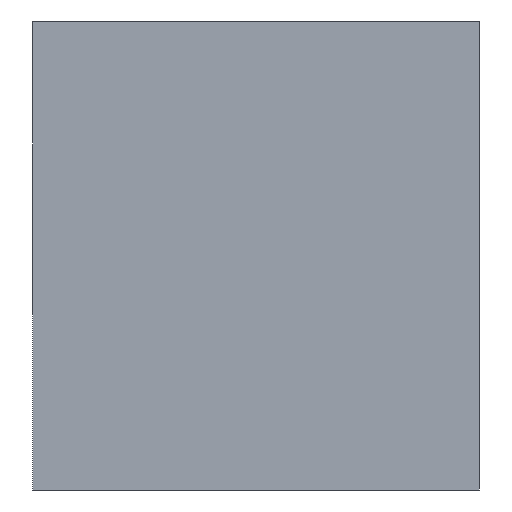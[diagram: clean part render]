
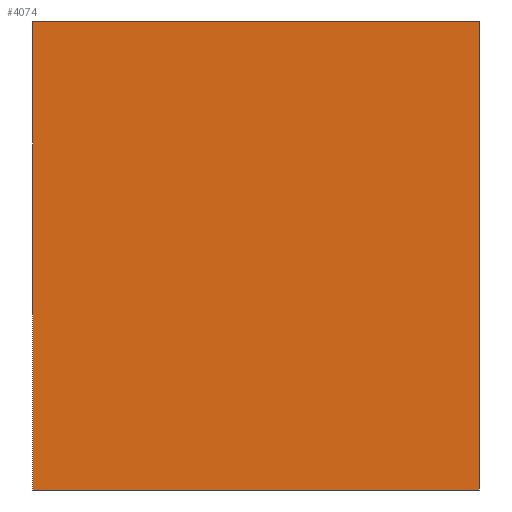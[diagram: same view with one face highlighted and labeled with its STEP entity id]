
A CAD part, left-side view. The second image highlights one B-rep face of the part: STEP entity #4074.
In plain terms, the highlighted planar face has unit normal (-1, 0, 0).
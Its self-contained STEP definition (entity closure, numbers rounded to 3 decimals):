
#40=PLANE('',#4340);
#300=FACE_OUTER_BOUND('',#539,.T.);
#539=EDGE_LOOP('',(#3599,#3600,#3601,#3602));
#1122=LINE('',#14483,#1349);
#1135=LINE('',#17427,#1362);
#1138=LINE('',#17432,#1365);
#1139=LINE('',#17433,#1366);
#1349=VECTOR('',#5001,10.);
#1362=VECTOR('',#5062,10.);
#1365=VECTOR('',#5067,10.);
#1366=VECTOR('',#5068,10.);
#1745=VERTEX_POINT('',#14480);
#1746=VERTEX_POINT('',#14482);
#1761=VERTEX_POINT('',#17426);
#1762=VERTEX_POINT('',#17431);
#2342=EDGE_CURVE('',#1746,#1745,#1122,.T.);
#2379=EDGE_CURVE('',#1761,#1746,#1135,.T.);
#2382=EDGE_CURVE('',#1745,#1762,#1138,.T.);
#2383=EDGE_CURVE('',#1762,#1761,#1139,.T.);
#3599=ORIENTED_EDGE('',*,*,#2342,.T.);
#3600=ORIENTED_EDGE('',*,*,#2382,.T.);
#3601=ORIENTED_EDGE('',*,*,#2383,.T.);
#3602=ORIENTED_EDGE('',*,*,#2379,.T.);
#4074=ADVANCED_FACE('',(#300),#40,.T.);
#4340=AXIS2_PLACEMENT_3D('',#17430,#5065,#5066);
#5001=DIRECTION('',(0.,0.,-1.));
#5062=DIRECTION('',(0.,1.,0.));
#5065=DIRECTION('center_axis',(-1.,0.,0.));
#5066=DIRECTION('ref_axis',(0.,0.,1.));
#5067=DIRECTION('',(0.,-1.,0.));
#5068=DIRECTION('',(0.,0.,1.));
#14480=CARTESIAN_POINT('',(-40.,10.5,-11.));
#14482=CARTESIAN_POINT('',(-40.,10.5,11.));
#14483=CARTESIAN_POINT('',(-40.,10.5,11.));
#17426=CARTESIAN_POINT('',(-40.,-10.5,11.));
#17427=CARTESIAN_POINT('',(-40.,-10.5,11.));
#17430=CARTESIAN_POINT('Origin',(-40.,0.,0.));
#17431=CARTESIAN_POINT('',(-40.,-10.5,-11.));
#17432=CARTESIAN_POINT('',(-40.,10.5,-11.));
#17433=CARTESIAN_POINT('',(-40.,-10.5,-11.));
